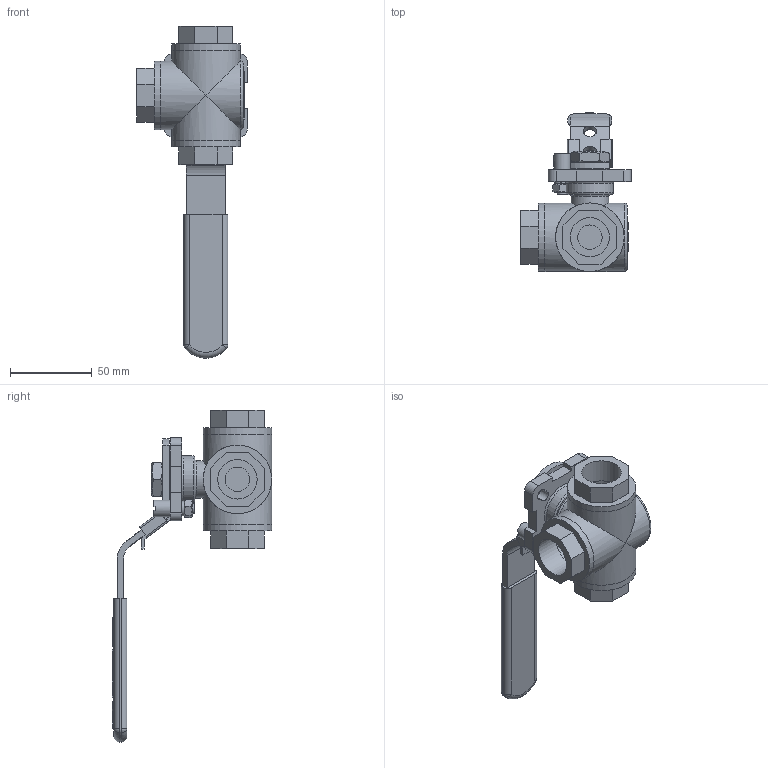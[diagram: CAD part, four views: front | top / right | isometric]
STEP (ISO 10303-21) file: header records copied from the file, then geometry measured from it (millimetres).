
FILE_DESCRIPTION(/* description */ ('780005'),/* implementation_level */ '2;1');
FILE_NAME(/* name */ '780005.stp',/* time_stamp */ '2019-06-18T14:45:47+02:00',/* author */ ('jmorand'),/* organization */ ('Sferaco'),/* preprocessor_version */ 'ST-DEVELOPER v17.2',/* originating_system */ 'Autodesk Inventor 2019',/* authorisation */ '');
FILE_SCHEMA (('AUTOMOTIVE_DESIGN { 1 0 10303 214 3 1 1 }'));
Length unit declared in the file: millimetre
Products named in the file (1): 780005_bd
Bounding box: 68 x 97.7 x 203.45 mm (x, y, z)
Volume: 162307.1 mm3; surface area: 64516.8 mm2
Topology: 13 solids, 13 shells, 985 faces, 2617 edges, 1744 vertices
Faces by surface type: plane 548, bspline 350, cylinder 69, cone 8, torus 6, sphere 4
Full cylindrical faces by diameter (mm): 4.917 x1, 6 x1, 8 x2, 9 x1, 10 x1, 11.835 x1, 14 x1, 15 x3, 23 x1, 24.117 x6, 27 x1, 29 x1, 42 x6
Entity records: 34409 total; most frequent: CARTESIAN_POINT 11050, ORIENTED_EDGE 5234, DIRECTION 3372, EDGE_CURVE 2617, VERTEX_POINT 1744, LINE 1676, VECTOR 1676, EDGE_LOOP 1097
